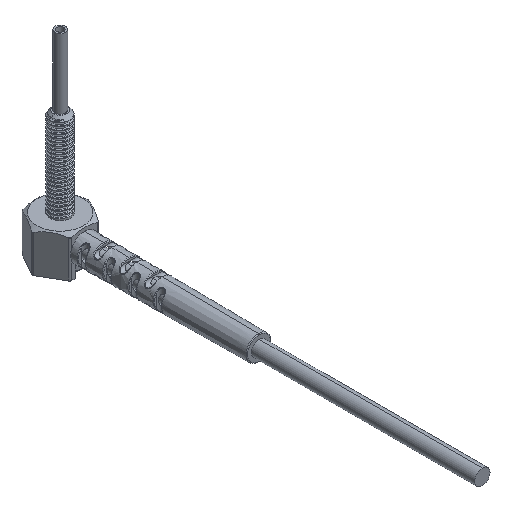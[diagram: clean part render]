
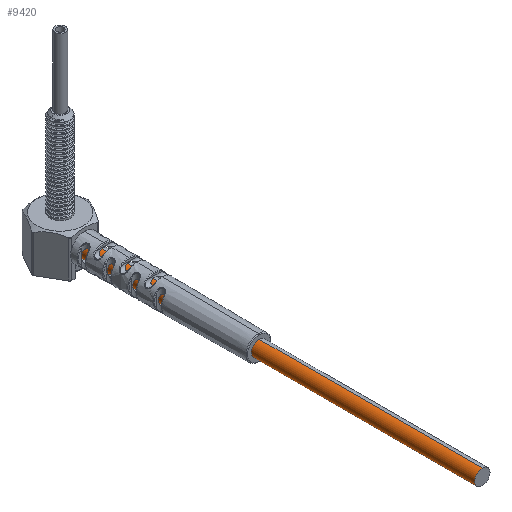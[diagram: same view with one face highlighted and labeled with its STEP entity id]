
A CAD part, isometric view. The second image highlights one B-rep face of the part: STEP entity #9420.
In plain terms, the highlighted cylindrical face has radius 1.1 mm (diameter 2.2 mm), a partial arc.
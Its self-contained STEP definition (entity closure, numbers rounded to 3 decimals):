
#9335=CARTESIAN_POINT('',(0.,0.,0.));
#9336=DIRECTION('',(1.,0.,0.));
#9337=DIRECTION('',(0.,0.,1.));
#9338=AXIS2_PLACEMENT_3D('',#9335,#9336,#9337);
#9343=DIRECTION('',(1.,0.,0.));
#9344=VECTOR('',#9343,60.);
#9345=CARTESIAN_POINT('',(0.,0.,-1.1));
#9346=LINE('',#9345,#9344);
#9350=DIRECTION('',(1.,0.,0.));
#9351=VECTOR('',#9350,60.);
#9352=CARTESIAN_POINT('',(0.,0.,1.1));
#9353=LINE('',#9352,#9351);
#9365=CARTESIAN_POINT('',(60.,0.,0.));
#9366=DIRECTION('',(1.,0.,0.));
#9367=DIRECTION('',(0.,0.,1.));
#9368=AXIS2_PLACEMENT_3D('',#9365,#9366,#9367);
#9373=CARTESIAN_POINT('',(0.,0.,-1.1));
#9374=CARTESIAN_POINT('',(0.,0.,1.1));
#9375=VERTEX_POINT('',#9373);
#9376=VERTEX_POINT('',#9374);
#9377=CARTESIAN_POINT('',(60.,0.,-1.1));
#9378=CARTESIAN_POINT('',(60.,0.,1.1));
#9379=VERTEX_POINT('',#9377);
#9380=VERTEX_POINT('',#9378);
#9408=CARTESIAN_POINT('',(0.,0.,0.));
#9409=DIRECTION('',(1.,0.,0.));
#9410=DIRECTION('',(0.,0.,-1.));
#9411=AXIS2_PLACEMENT_3D('',#9408,#9409,#9410);
#9412=CYLINDRICAL_SURFACE('',#9411,1.1);
#9413=ORIENTED_EDGE('',*,*,#9388,.F.);
#9414=ORIENTED_EDGE('',*,*,#9403,.T.);
#9416=ORIENTED_EDGE('',*,*,#9415,.T.);
#9417=ORIENTED_EDGE('',*,*,#9399,.F.);
#9418=EDGE_LOOP('',(#9413,#9414,#9416,#9417));
#9419=FACE_OUTER_BOUND('',#9418,.F.);
#9339=CIRCLE('',#9338,1.1);
#9369=CIRCLE('',#9368,1.1);
#9388=EDGE_CURVE('',#9376,#9375,#9339,.T.);
#9399=EDGE_CURVE('',#9375,#9379,#9346,.T.);
#9403=EDGE_CURVE('',#9376,#9380,#9353,.T.);
#9415=EDGE_CURVE('',#9380,#9379,#9369,.T.);
#9420=ADVANCED_FACE('',(#9419),#9412,.T.);
